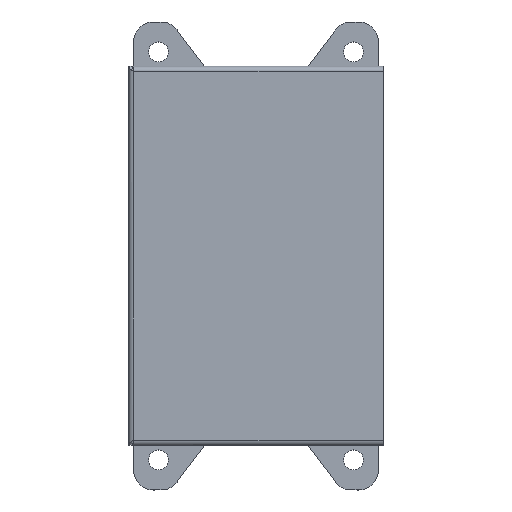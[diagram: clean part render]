
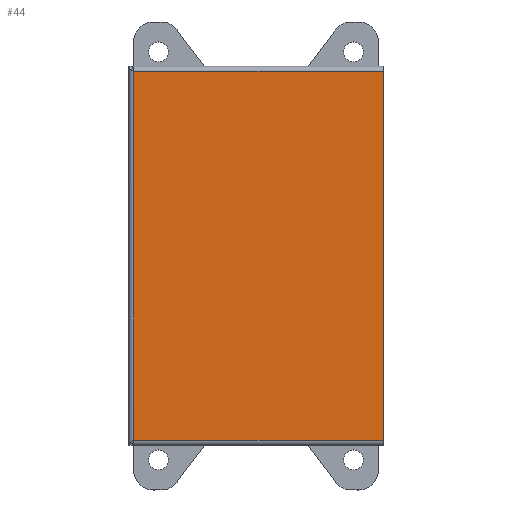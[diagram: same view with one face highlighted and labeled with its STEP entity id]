
A CAD part, top view. The second image highlights one B-rep face of the part: STEP entity #44.
In plain terms, the highlighted planar face has unit normal (0, 0, 1).
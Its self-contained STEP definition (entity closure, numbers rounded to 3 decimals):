
#44 = ADVANCED_FACE ( 'NONE', ( #3169 ), #3321, .F. ) ;
#241 = LINE ( 'NONE', #4861, #3318 ) ;
#297 = CARTESIAN_POINT ( 'NONE',  ( 0., 0., 19.8 ) ) ;
#326 = DIRECTION ( 'NONE',  ( -1., 0., 0. ) ) ;
#433 = DIRECTION ( 'NONE',  ( 0., -1., 0. ) ) ;
#541 = VECTOR ( 'NONE', #1726, 1000. ) ;
#755 = CARTESIAN_POINT ( 'NONE',  ( 0., -41.358, 19.8 ) ) ;
#830 = AXIS2_PLACEMENT_3D ( 'NONE', #297, #4332, #5919 ) ;
#1040 = CARTESIAN_POINT ( 'NONE',  ( 52.183, 32.442, 19.8 ) ) ;
#1184 = CARTESIAN_POINT ( 'NONE',  ( 52.183, -41.358, 19.8 ) ) ;
#1322 = EDGE_LOOP ( 'NONE', ( #5710, #2957, #3151, #6372 ) ) ;
#1475 = LINE ( 'NONE', #2394, #3447 ) ;
#1602 = CARTESIAN_POINT ( 'NONE',  ( 102.183, 33.442, 19.8 ) ) ;
#1726 = DIRECTION ( 'NONE',  ( 1., 0., 0. ) ) ;
#1990 = CARTESIAN_POINT ( 'NONE',  ( 102.183, -41.358, 19.8 ) ) ;
#2085 = EDGE_CURVE ( 'NONE', #4903, #6349, #4965, .T. ) ;
#2111 = DIRECTION ( 'NONE',  ( 0., 1., 0. ) ) ;
#2394 = CARTESIAN_POINT ( 'NONE',  ( 52.183, 0., 19.8 ) ) ;
#2591 = LINE ( 'NONE', #755, #541 ) ;
#2615 = EDGE_CURVE ( 'NONE', #2722, #4986, #1475, .T. ) ;
#2722 = VERTEX_POINT ( 'NONE', #1040 ) ;
#2957 = ORIENTED_EDGE ( 'NONE', *, *, #2615, .T. ) ;
#3151 = ORIENTED_EDGE ( 'NONE', *, *, #5600, .T. ) ;
#3169 = FACE_OUTER_BOUND ( 'NONE', #1322, .T. ) ;
#3318 = VECTOR ( 'NONE', #326, 1000. ) ;
#3321 = PLANE ( 'NONE',  #830 ) ;
#3447 = VECTOR ( 'NONE', #433, 1000. ) ;
#3489 = EDGE_CURVE ( 'NONE', #6349, #2722, #241, .T. ) ;
#3963 = VECTOR ( 'NONE', #2111, 1000. ) ;
#4332 = DIRECTION ( 'NONE',  ( 0., 0., -1. ) ) ;
#4655 = CARTESIAN_POINT ( 'NONE',  ( 102.183, 32.442, 19.8 ) ) ;
#4861 = CARTESIAN_POINT ( 'NONE',  ( 0., 32.442, 19.8 ) ) ;
#4903 = VERTEX_POINT ( 'NONE', #1990 ) ;
#4965 = LINE ( 'NONE', #1602, #3963 ) ;
#4986 = VERTEX_POINT ( 'NONE', #1184 ) ;
#5600 = EDGE_CURVE ( 'NONE', #4986, #4903, #2591, .T. ) ;
#5710 = ORIENTED_EDGE ( 'NONE', *, *, #3489, .T. ) ;
#5919 = DIRECTION ( 'NONE',  ( -1., 0., 0. ) ) ;
#6349 = VERTEX_POINT ( 'NONE', #4655 ) ;
#6372 = ORIENTED_EDGE ( 'NONE', *, *, #2085, .T. ) ;
